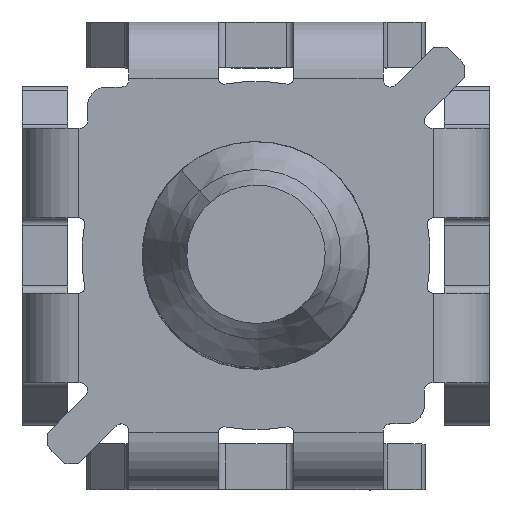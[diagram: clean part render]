
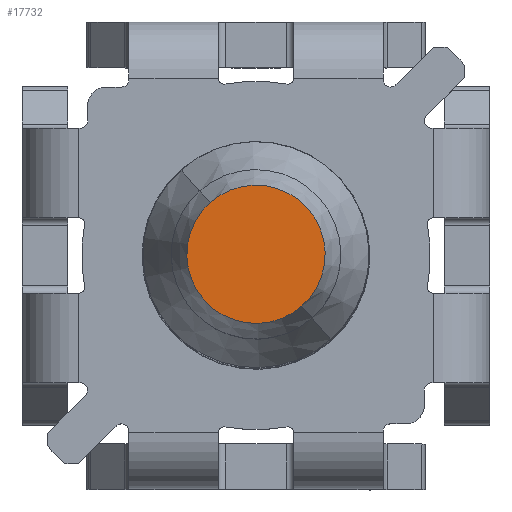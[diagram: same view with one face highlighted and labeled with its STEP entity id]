
A CAD part, top view. The second image highlights one B-rep face of the part: STEP entity #17732.
In plain terms, the highlighted planar face has unit normal (0, 0, 1).
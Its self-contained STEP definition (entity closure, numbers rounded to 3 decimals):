
#1537 = DIRECTION ( 'NONE',  ( 0.749, 0.663, 0. ) ) ;
#2160 = VERTEX_POINT ( 'NONE', #24898 ) ;
#2908 = DIRECTION ( 'NONE',  ( 0., 0., 1. ) ) ;
#4910 = CARTESIAN_POINT ( 'NONE',  ( -4.384, -6.2, 17.8 ) ) ;
#6934 = CARTESIAN_POINT ( 'NONE',  ( -4.384, -6.2, 17.8 ) ) ;
#10981 = ORIENTED_EDGE ( 'NONE', *, *, #33787, .T. ) ;
#11042 = DIRECTION ( 'NONE',  ( 0.749, 0.663, 0. ) ) ;
#13703 = CARTESIAN_POINT ( 'NONE',  ( -5.601, -4.825, 17.8 ) ) ;
#17564 = EDGE_CURVE ( 'NONE', #2160, #20481, #24301, .T. ) ;
#17732 = ADVANCED_FACE ( 'NONE', ( #34059 ), #21258, .T. ) ;
#20481 = VERTEX_POINT ( 'NONE', #13703 ) ;
#21258 = PLANE ( 'NONE',  #23132 ) ;
#23132 = AXIS2_PLACEMENT_3D ( 'NONE', #4910, #34464, #24583 ) ;
#24228 = ORIENTED_EDGE ( 'NONE', *, *, #17564, .T. ) ;
#24301 = CIRCLE ( 'NONE', #34985, 1.836 ) ;
#24583 = DIRECTION ( 'NONE',  ( -0.663, 0.749, 0. ) ) ;
#24898 = CARTESIAN_POINT ( 'NONE',  ( -3.168, -7.575, 17.8 ) ) ;
#25175 = EDGE_LOOP ( 'NONE', ( #10981, #24228 ) ) ;
#26026 = DIRECTION ( 'NONE',  ( 0., 0., 1. ) ) ;
#26949 = AXIS2_PLACEMENT_3D ( 'NONE', #32933, #2908, #11042 ) ;
#30160 = CIRCLE ( 'NONE', #26949, 1.836 ) ;
#32933 = CARTESIAN_POINT ( 'NONE',  ( -4.384, -6.2, 17.8 ) ) ;
#33787 = EDGE_CURVE ( 'NONE', #20481, #2160, #30160, .T. ) ;
#34059 = FACE_OUTER_BOUND ( 'NONE', #25175, .T. ) ;
#34464 = DIRECTION ( 'NONE',  ( 0., 0., 1. ) ) ;
#34985 = AXIS2_PLACEMENT_3D ( 'NONE', #6934, #26026, #1537 ) ;
